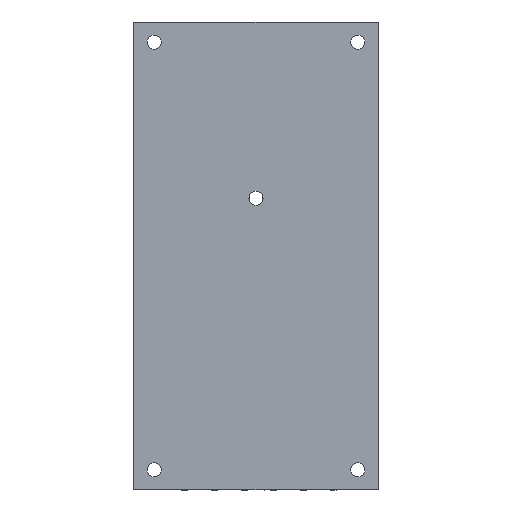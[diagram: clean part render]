
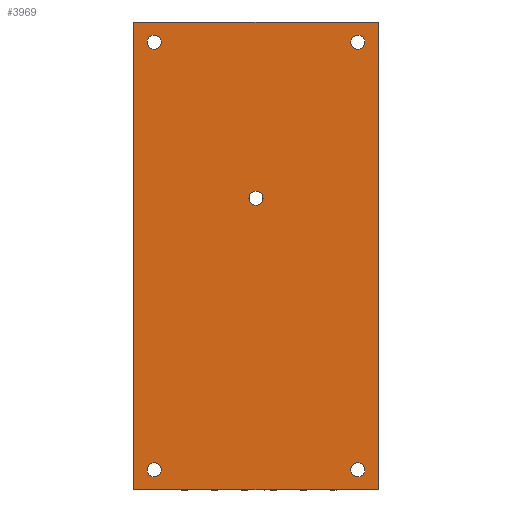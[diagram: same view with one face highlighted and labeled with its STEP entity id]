
A CAD part, front view. The second image highlights one B-rep face of the part: STEP entity #3969.
In plain terms, the highlighted planar face has unit normal (0, -1, 0).
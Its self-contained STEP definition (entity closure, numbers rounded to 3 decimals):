
#102 = CARTESIAN_POINT ( 'NONE',  ( -25.4, 0., -51.6 ) ) ;
#123 = CARTESIAN_POINT ( 'NONE',  ( 25.4, 0., -55.1 ) ) ;
#145 = AXIS2_PLACEMENT_3D ( 'NONE', #430, #5159, #6190 ) ;
#151 = CARTESIAN_POINT ( 'NONE',  ( -30.5, 0., 58.4 ) ) ;
#152 = CARTESIAN_POINT ( 'NONE',  ( -30.5, 0., -58.4 ) ) ;
#170 = LINE ( 'NONE', #4406, #5563 ) ;
#180 = VERTEX_POINT ( 'NONE', #5117 ) ;
#188 = DIRECTION ( 'NONE',  ( 0., -1., 0. ) ) ;
#189 = ORIENTED_EDGE ( 'NONE', *, *, #6211, .F. ) ;
#209 = CARTESIAN_POINT ( 'NONE',  ( 25.4, 0., 53.35 ) ) ;
#263 = DIRECTION ( 'NONE',  ( 0., 0., 1. ) ) ;
#275 = EDGE_LOOP ( 'NONE', ( #2202, #1751 ) ) ;
#313 = ORIENTED_EDGE ( 'NONE', *, *, #1125, .F. ) ;
#351 = CARTESIAN_POINT ( 'NONE',  ( 0., 0., 14.4 ) ) ;
#367 = VERTEX_POINT ( 'NONE', #152 ) ;
#378 = ORIENTED_EDGE ( 'NONE', *, *, #1127, .F. ) ;
#430 = CARTESIAN_POINT ( 'NONE',  ( 0., 0., 14.4 ) ) ;
#462 = LINE ( 'NONE', #591, #4461 ) ;
#510 = CIRCLE ( 'NONE', #2872, 1.75 ) ;
#511 = AXIS2_PLACEMENT_3D ( 'NONE', #2907, #1817, #5488 ) ;
#591 = CARTESIAN_POINT ( 'NONE',  ( -30.5, 0., -58.4 ) ) ;
#629 = CARTESIAN_POINT ( 'NONE',  ( -25.4, 0., 53.35 ) ) ;
#806 = DIRECTION ( 'NONE',  ( 0., 0., 1. ) ) ;
#820 = EDGE_CURVE ( 'NONE', #6544, #367, #462, .T. ) ;
#821 = ORIENTED_EDGE ( 'NONE', *, *, #6314, .F. ) ;
#992 = CIRCLE ( 'NONE', #3484, 1.75 ) ;
#1013 = VERTEX_POINT ( 'NONE', #102 ) ;
#1030 = CARTESIAN_POINT ( 'NONE',  ( -25.4, 0., -55.1 ) ) ;
#1125 = EDGE_CURVE ( 'NONE', #180, #4944, #5824, .T. ) ;
#1127 = EDGE_CURVE ( 'NONE', #1937, #4904, #3202, .T. ) ;
#1153 = DIRECTION ( 'NONE',  ( 0., 1., 0. ) ) ;
#1189 = EDGE_CURVE ( 'NONE', #2507, #5006, #510, .T. ) ;
#1203 = DIRECTION ( 'NONE',  ( 0., 0., 1. ) ) ;
#1300 = CARTESIAN_POINT ( 'NONE',  ( -30.5, 0., 58.4 ) ) ;
#1413 = AXIS2_PLACEMENT_3D ( 'NONE', #3039, #6773, #4047 ) ;
#1477 = DIRECTION ( 'NONE',  ( 0., 0., 1. ) ) ;
#1568 = DIRECTION ( 'NONE',  ( 0., -1., 0. ) ) ;
#1598 = AXIS2_PLACEMENT_3D ( 'NONE', #629, #4791, #2168 ) ;
#1704 = ORIENTED_EDGE ( 'NONE', *, *, #4615, .F. ) ;
#1719 = EDGE_CURVE ( 'NONE', #2413, #3561, #6199, .T. ) ;
#1751 = ORIENTED_EDGE ( 'NONE', *, *, #6532, .F. ) ;
#1817 = DIRECTION ( 'NONE',  ( 0., -1., 0. ) ) ;
#1831 = AXIS2_PLACEMENT_3D ( 'NONE', #151, #1153, #1203 ) ;
#1937 = VERTEX_POINT ( 'NONE', #123 ) ;
#2023 = EDGE_CURVE ( 'NONE', #3863, #1013, #5382, .T. ) ;
#2168 = DIRECTION ( 'NONE',  ( 0., 0., 1. ) ) ;
#2202 = ORIENTED_EDGE ( 'NONE', *, *, #2985, .F. ) ;
#2249 = FACE_BOUND ( 'NONE', #275, .T. ) ;
#2274 = VERTEX_POINT ( 'NONE', #4773 ) ;
#2298 = VECTOR ( 'NONE', #6074, 1000. ) ;
#2305 = DIRECTION ( 'NONE',  ( 1., 0., 0. ) ) ;
#2312 = EDGE_LOOP ( 'NONE', ( #4779, #5234 ) ) ;
#2377 = LINE ( 'NONE', #2921, #2298 ) ;
#2413 = VERTEX_POINT ( 'NONE', #3632 ) ;
#2507 = VERTEX_POINT ( 'NONE', #4162 ) ;
#2622 = DIRECTION ( 'NONE',  ( 0., 0., 1. ) ) ;
#2628 = EDGE_LOOP ( 'NONE', ( #5056, #6306 ) ) ;
#2848 = CARTESIAN_POINT ( 'NONE',  ( 30.5, 0., 58.4 ) ) ;
#2867 = EDGE_CURVE ( 'NONE', #1013, #3863, #6690, .T. ) ;
#2872 = AXIS2_PLACEMENT_3D ( 'NONE', #209, #5510, #3865 ) ;
#2907 = CARTESIAN_POINT ( 'NONE',  ( 25.4, 0., -53.35 ) ) ;
#2921 = CARTESIAN_POINT ( 'NONE',  ( 30.5, 0., 58.4 ) ) ;
#2934 = CIRCLE ( 'NONE', #4336, 1.75 ) ;
#2954 = ORIENTED_EDGE ( 'NONE', *, *, #1719, .F. ) ;
#2985 = EDGE_CURVE ( 'NONE', #5144, #2274, #4572, .T. ) ;
#3039 = CARTESIAN_POINT ( 'NONE',  ( 25.4, 0., 53.35 ) ) ;
#3062 = CIRCLE ( 'NONE', #1413, 1.75 ) ;
#3202 = CIRCLE ( 'NONE', #511, 1.75 ) ;
#3318 = FACE_BOUND ( 'NONE', #5683, .T. ) ;
#3320 = DIRECTION ( 'NONE',  ( 0., 0., 1. ) ) ;
#3484 = AXIS2_PLACEMENT_3D ( 'NONE', #4979, #3889, #263 ) ;
#3492 = CARTESIAN_POINT ( 'NONE',  ( 30.5, 0., -58.4 ) ) ;
#3561 = VERTEX_POINT ( 'NONE', #5951 ) ;
#3632 = CARTESIAN_POINT ( 'NONE',  ( -25.4, 0., 55.1 ) ) ;
#3718 = FACE_BOUND ( 'NONE', #2628, .T. ) ;
#3809 = FACE_BOUND ( 'NONE', #2312, .T. ) ;
#3863 = VERTEX_POINT ( 'NONE', #1030 ) ;
#3865 = DIRECTION ( 'NONE',  ( 0., 0., 1. ) ) ;
#3889 = DIRECTION ( 'NONE',  ( 0., -1., 0. ) ) ;
#3938 = CARTESIAN_POINT ( 'NONE',  ( 25.4, 0., -51.6 ) ) ;
#3969 = ADVANCED_FACE ( 'NONE', ( #5375, #3718, #5604, #3318, #3809, #2249 ), #5344, .F. ) ;
#3983 = DIRECTION ( 'NONE',  ( 0., -1., 0. ) ) ;
#4032 = AXIS2_PLACEMENT_3D ( 'NONE', #6550, #3983, #806 ) ;
#4047 = DIRECTION ( 'NONE',  ( 0., 0., 1. ) ) ;
#4162 = CARTESIAN_POINT ( 'NONE',  ( 25.4, 0., 51.6 ) ) ;
#4262 = EDGE_CURVE ( 'NONE', #5006, #2507, #3062, .T. ) ;
#4336 = AXIS2_PLACEMENT_3D ( 'NONE', #351, #6624, #1477 ) ;
#4406 = CARTESIAN_POINT ( 'NONE',  ( -30.5, 0., 58.4 ) ) ;
#4461 = VECTOR ( 'NONE', #4798, 1000. ) ;
#4572 = CIRCLE ( 'NONE', #145, 1.75 ) ;
#4615 = EDGE_CURVE ( 'NONE', #3561, #2413, #5008, .T. ) ;
#4773 = CARTESIAN_POINT ( 'NONE',  ( 0., 0., 12.65 ) ) ;
#4779 = ORIENTED_EDGE ( 'NONE', *, *, #4262, .F. ) ;
#4791 = DIRECTION ( 'NONE',  ( 0., -1., 0. ) ) ;
#4798 = DIRECTION ( 'NONE',  ( -1., 0., 0. ) ) ;
#4863 = CARTESIAN_POINT ( 'NONE',  ( -25.4, 0., -53.35 ) ) ;
#4886 = DIRECTION ( 'NONE',  ( 0., 0., 1. ) ) ;
#4904 = VERTEX_POINT ( 'NONE', #3938 ) ;
#4944 = VERTEX_POINT ( 'NONE', #2848 ) ;
#4979 = CARTESIAN_POINT ( 'NONE',  ( 25.4, 0., -53.35 ) ) ;
#5006 = VERTEX_POINT ( 'NONE', #5013 ) ;
#5008 = CIRCLE ( 'NONE', #5351, 1.75 ) ;
#5013 = CARTESIAN_POINT ( 'NONE',  ( 25.4, 0., 55.1 ) ) ;
#5056 = ORIENTED_EDGE ( 'NONE', *, *, #2867, .F. ) ;
#5117 = CARTESIAN_POINT ( 'NONE',  ( -30.5, 0., 58.4 ) ) ;
#5144 = VERTEX_POINT ( 'NONE', #5249 ) ;
#5146 = VECTOR ( 'NONE', #2305, 1000. ) ;
#5159 = DIRECTION ( 'NONE',  ( 0., -1., 0. ) ) ;
#5234 = ORIENTED_EDGE ( 'NONE', *, *, #1189, .F. ) ;
#5249 = CARTESIAN_POINT ( 'NONE',  ( 0., 0., 16.15 ) ) ;
#5344 = PLANE ( 'NONE',  #1831 ) ;
#5351 = AXIS2_PLACEMENT_3D ( 'NONE', #5771, #1568, #2622 ) ;
#5375 = FACE_OUTER_BOUND ( 'NONE', #6023, .T. ) ;
#5382 = CIRCLE ( 'NONE', #6763, 1.75 ) ;
#5488 = DIRECTION ( 'NONE',  ( 0., 0., 1. ) ) ;
#5510 = DIRECTION ( 'NONE',  ( 0., -1., 0. ) ) ;
#5563 = VECTOR ( 'NONE', #3320, 1000. ) ;
#5577 = ORIENTED_EDGE ( 'NONE', *, *, #820, .F. ) ;
#5604 = FACE_BOUND ( 'NONE', #6281, .T. ) ;
#5683 = EDGE_LOOP ( 'NONE', ( #2954, #1704 ) ) ;
#5771 = CARTESIAN_POINT ( 'NONE',  ( -25.4, 0., 53.35 ) ) ;
#5824 = LINE ( 'NONE', #1300, #5146 ) ;
#5951 = CARTESIAN_POINT ( 'NONE',  ( -25.4, 0., 51.6 ) ) ;
#5967 = EDGE_CURVE ( 'NONE', #4944, #6544, #2377, .T. ) ;
#6023 = EDGE_LOOP ( 'NONE', ( #6735, #313, #189, #5577 ) ) ;
#6074 = DIRECTION ( 'NONE',  ( 0., 0., -1. ) ) ;
#6190 = DIRECTION ( 'NONE',  ( 0., 0., 1. ) ) ;
#6199 = CIRCLE ( 'NONE', #1598, 1.75 ) ;
#6211 = EDGE_CURVE ( 'NONE', #367, #180, #170, .T. ) ;
#6281 = EDGE_LOOP ( 'NONE', ( #821, #378 ) ) ;
#6306 = ORIENTED_EDGE ( 'NONE', *, *, #2023, .F. ) ;
#6314 = EDGE_CURVE ( 'NONE', #4904, #1937, #992, .T. ) ;
#6532 = EDGE_CURVE ( 'NONE', #2274, #5144, #2934, .T. ) ;
#6544 = VERTEX_POINT ( 'NONE', #3492 ) ;
#6550 = CARTESIAN_POINT ( 'NONE',  ( -25.4, 0., -53.35 ) ) ;
#6624 = DIRECTION ( 'NONE',  ( 0., -1., 0. ) ) ;
#6690 = CIRCLE ( 'NONE', #4032, 1.75 ) ;
#6735 = ORIENTED_EDGE ( 'NONE', *, *, #5967, .F. ) ;
#6763 = AXIS2_PLACEMENT_3D ( 'NONE', #4863, #188, #4886 ) ;
#6773 = DIRECTION ( 'NONE',  ( 0., -1., 0. ) ) ;
